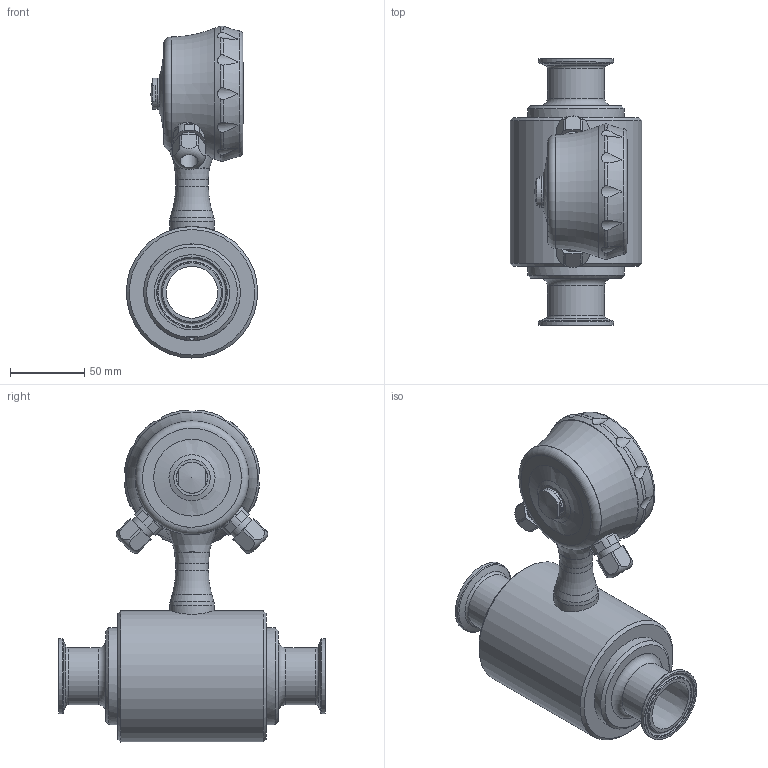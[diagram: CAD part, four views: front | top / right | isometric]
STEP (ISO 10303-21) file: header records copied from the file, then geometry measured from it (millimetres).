
FILE_DESCRIPTION( ( 'Unknown' ), '1' );
FILE_NAME( 'PF75H5xxxxxxx03x1H52xx2xxx0x0.stp', 'Unknown', ( 'Unknown' ), ( 'Unknown' ), 'PSStep 19.0.9', 'Unknown', ' ' );
FILE_SCHEMA( ( 'AUTOMOTIVE_DESIGN { 1 0 10303 214 1 1 1 1 }' ) );
Length unit declared in the file: millimetre
Products named in the file (1): Unterteil_PF75H_Clamp_BS_4528_DN40
Bounding box: 88.3 x 179.2 x 223.07 mm (x, y, z)
Volume: 873775.2 mm3; surface area: 114555.6 mm2
Topology: 1 solids, 16 shells, 539 faces, 1410 edges, 925 vertices
Faces by surface type: plane 262, cylinder 152, torus 53, cone 39, bspline 21, extrusion 4, revolution 4, sphere 4
Full cylindrical faces by diameter (mm): 3 x1, 3.3 x2, 3.459 x2, 12 x2, 16 x4, 16.691 x2, 20.8 x1, 21 x1, 22 x1, 23.5 x1, 30 x1, 37.609 x1, 38.35 x2, 50.5 x2, 65 x2, 81.2 x1, 83.7 x1, 88 x1, 88.3 x1
Entity records: 23970 total; most frequent: CARTESIAN_POINT 7258, ORIENTED_EDGE 2568, DIRECTION 2432, EDGE_CURVE 1284, AXIS2_PLACEMENT_3D 918, VERTEX_POINT 886, EDGE_LOOP 661, FACE_OUTER_BOUND 596
